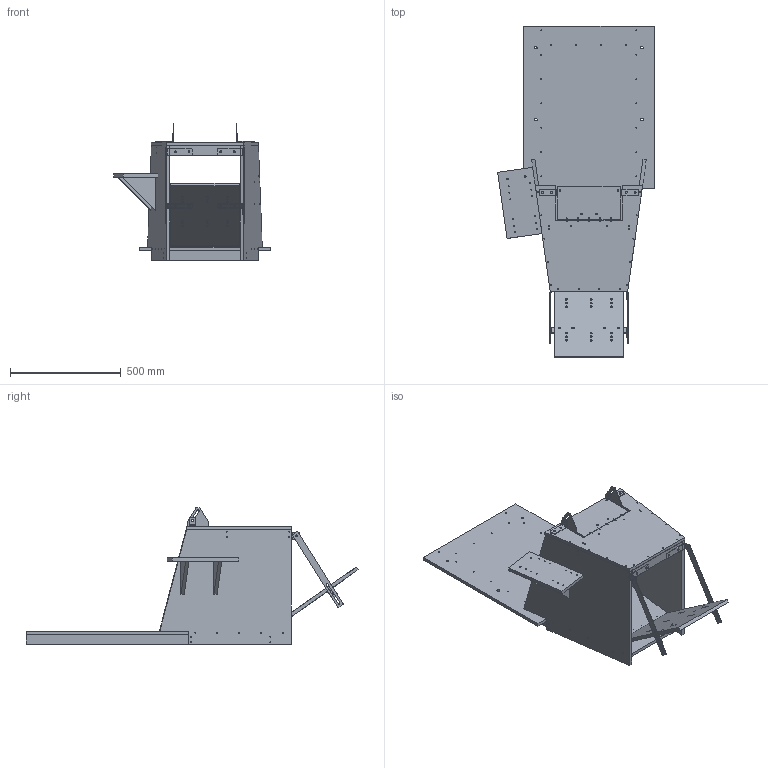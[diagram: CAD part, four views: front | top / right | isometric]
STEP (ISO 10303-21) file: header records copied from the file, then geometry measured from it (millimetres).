
FILE_DESCRIPTION(('CATIA V5 STEP Exchange'),'2;1');
FILE_NAME('bilspelsstallning.stp','2015-05-30T04:39:34+00:00',('none'),('none'),'CATIA Version 5 Release 18 GA (IN-10)','CATIA V5 STEP AP203','none');
FILE_SCHEMA(('CONFIG_CONTROL_DESIGN'));
Length unit declared in the file: millimetre
Products named in the file (1): bilspelsstallning
Bounding box: 708.84 x 1501.34 x 618 mm (x, y, z)
Volume: 27212655.6 mm3; surface area: 4057561.2 mm2
Topology: 29 solids, 29 shells, 772 faces, 2046 edges, 1332 vertices
Faces by surface type: cylinder 485, plane 243, cone 44
Entity records: 23576 total; most frequent: CARTESIAN_POINT 4507, ORIENTED_EDGE 4092, DIRECTION 3136, EDGE_CURVE 2046, AXIS2_PLACEMENT_3D 1537, VERTEX_POINT 1332, EDGE_LOOP 1202, VECTOR 1024
